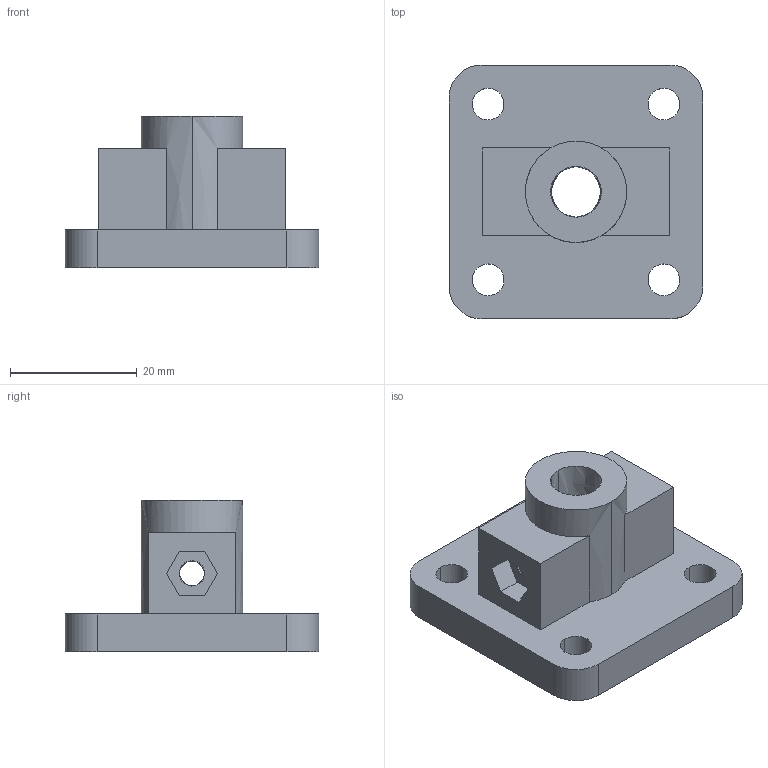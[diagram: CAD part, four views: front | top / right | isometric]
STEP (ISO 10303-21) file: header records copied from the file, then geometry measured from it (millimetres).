
FILE_DESCRIPTION(('Open CASCADE Model'),'2;1');
FILE_NAME('Open CASCADE Shape Model','2021-01-08T16:34:10',('Author'),( 'Open CASCADE'),'Open CASCADE STEP processor 7.5','Open CASCADE 7.5' ,'Unknown');
FILE_SCHEMA(('AUTOMOTIVE_DESIGN { 1 0 10303 214 1 1 1 1 }'));
Length unit declared in the file: millimetre
Products named in the file (1): Open CASCADE STEP translator 7.5 1
Bounding box: 40 x 40 x 24 mm (x, y, z)
Volume: 13866.2 mm3; surface area: 6444.6 mm2
Topology: 1 solids, 1 shells, 42 faces, 114 edges, 76 vertices
Faces by surface type: bspline 24, plane 18
Entity records: 3370 total; most frequent: CARTESIAN_POINT 1685, ORIENTED_EDGE 228, PCURVE 228, DEFINITIONAL_REPRESENTATION 228, B_SPLINE_CURVE_WITH_KNOTS 170, DIRECTION 130, EDGE_CURVE 114, SURFACE_CURVE 114
